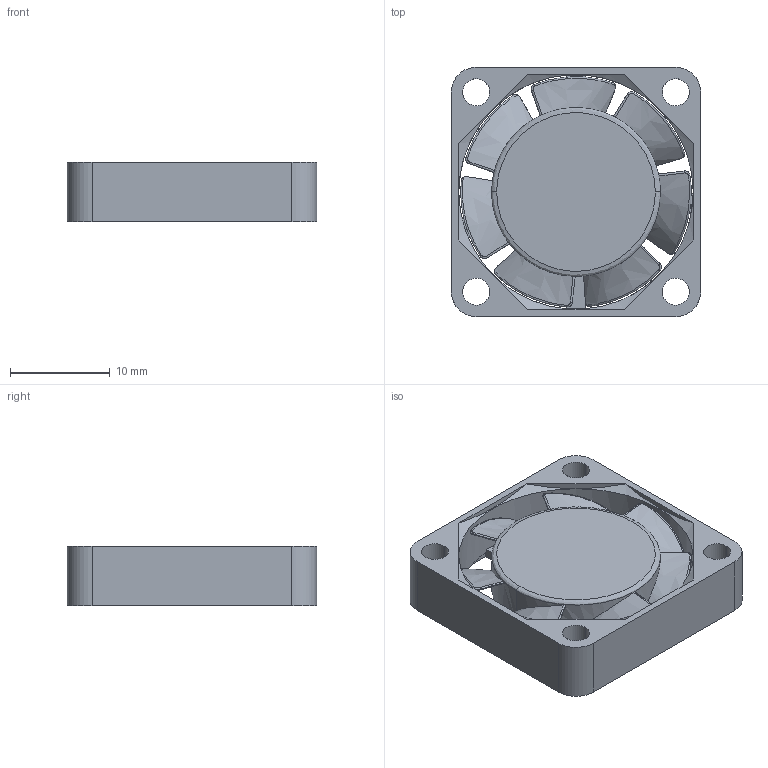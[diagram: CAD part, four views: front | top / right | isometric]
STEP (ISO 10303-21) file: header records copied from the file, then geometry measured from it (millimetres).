
FILE_DESCRIPTION(('FreeCAD Model'),'2;1');
FILE_NAME('Open CASCADE Shape Model','2025-04-08T18:05:24',(''),(''), 'Open CASCADE STEP processor 7.8','FreeCAD','Unknown');
FILE_SCHEMA(('AP242_MANAGED_MODEL_BASED_3D_ENGINEERING_MIM_LF. {1 0 10303 442 1 1 4 }'));
Length unit declared in the file: millimetre
Products named in the file (1): Scale
Bounding box: 25 x 25 x 6 mm (x, y, z)
Volume: 2156.1 mm3; surface area: 3107.7 mm2
Topology: 2 solids, 2 shells, 200 faces, 527 edges, 328 vertices
Faces by surface type: bspline 200
Entity records: 8685 total; most frequent: CARTESIAN_POINT 5663, ORIENTED_EDGE 1054, EDGE_CURVE 527, B_SPLINE_CURVE_WITH_KNOTS 380, VERTEX_POINT 328, FACE_BOUND 213, EDGE_LOOP 213, ADVANCED_FACE 200
